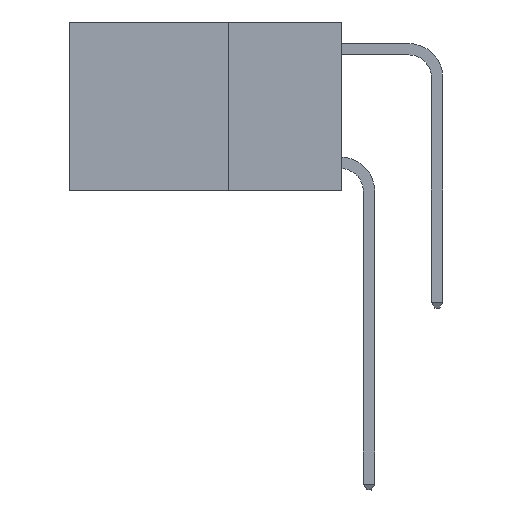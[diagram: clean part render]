
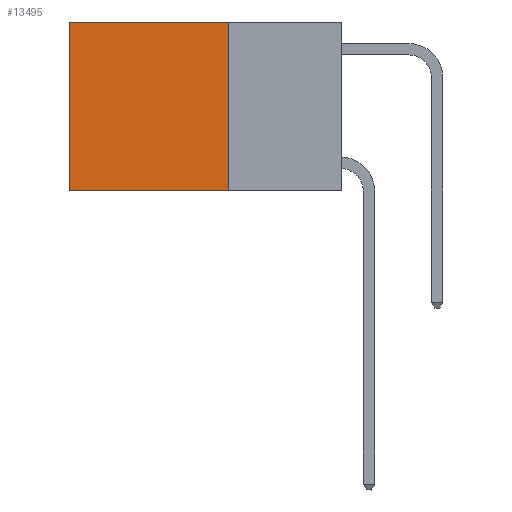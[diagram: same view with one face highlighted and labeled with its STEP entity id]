
A CAD part, left-side view. The second image highlights one B-rep face of the part: STEP entity #13495.
In plain terms, the highlighted planar face has unit normal (-1, 0, 0).
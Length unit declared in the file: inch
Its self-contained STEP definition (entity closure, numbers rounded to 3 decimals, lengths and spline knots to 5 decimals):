
#824 = CARTESIAN_POINT ( 'NONE',  ( 0.2625, 0.25, 0. ) ) ;
#2032 = CARTESIAN_POINT ( 'NONE',  ( 0.2625, 0.25, -0.37 ) ) ;
#2163 = EDGE_CURVE ( 'NONE', #2274, #18190, #6548, .T. ) ;
#2274 = VERTEX_POINT ( 'NONE', #8546 ) ;
#2334 = EDGE_CURVE ( 'NONE', #25498, #23386, #25665, .T. ) ;
#3359 = VECTOR ( 'NONE', #8566, 39.37008 ) ;
#4261 = CARTESIAN_POINT ( 'NONE',  ( 0.2625, 0.25, 0. ) ) ;
#5247 = FACE_OUTER_BOUND ( 'NONE', #24910, .T. ) ;
#5782 = DIRECTION ( 'NONE',  ( 0., 1., 0. ) ) ;
#5924 = LINE ( 'NONE', #27324, #20607 ) ;
#6548 = LINE ( 'NONE', #4261, #27959 ) ;
#6977 = AXIS2_PLACEMENT_3D ( 'NONE', #824, #10130, #26486 ) ;
#8546 = CARTESIAN_POINT ( 'NONE',  ( 0.2625, 0.25, 0. ) ) ;
#8566 = DIRECTION ( 'NONE',  ( 0., 1., 0. ) ) ;
#9644 = ORIENTED_EDGE ( 'NONE', *, *, #2334, .T. ) ;
#10130 = DIRECTION ( 'NONE',  ( 1., 0., 0. ) ) ;
#10711 = EDGE_CURVE ( 'NONE', #2274, #25498, #22913, .T. ) ;
#13495 = ADVANCED_FACE ( 'NONE', ( #5247 ), #14701, .F. ) ;
#14701 = PLANE ( 'NONE',  #6977 ) ;
#15870 = CARTESIAN_POINT ( 'NONE',  ( 0.2625, 0.25, 0. ) ) ;
#18190 = VERTEX_POINT ( 'NONE', #2032 ) ;
#20448 = DIRECTION ( 'NONE',  ( 0., 0., -1. ) ) ;
#20607 = VECTOR ( 'NONE', #5782, 39.37008 ) ;
#20639 = VECTOR ( 'NONE', #20756, 39.37008 ) ;
#20756 = DIRECTION ( 'NONE',  ( 0., 0., -1. ) ) ;
#21008 = CARTESIAN_POINT ( 'NONE',  ( 0.2625, 0.6, 0. ) ) ;
#22913 = LINE ( 'NONE', #15870, #3359 ) ;
#23283 = ORIENTED_EDGE ( 'NONE', *, *, #24135, .F. ) ;
#23386 = VERTEX_POINT ( 'NONE', #23567 ) ;
#23567 = CARTESIAN_POINT ( 'NONE',  ( 0.2625, 0.6, -0.37 ) ) ;
#23712 = ORIENTED_EDGE ( 'NONE', *, *, #10711, .T. ) ;
#24135 = EDGE_CURVE ( 'NONE', #18190, #23386, #5924, .T. ) ;
#24910 = EDGE_LOOP ( 'NONE', ( #9644, #23283, #29318, #23712 ) ) ;
#25498 = VERTEX_POINT ( 'NONE', #21008 ) ;
#25665 = LINE ( 'NONE', #28255, #20639 ) ;
#26486 = DIRECTION ( 'NONE',  ( 0., 0., -1. ) ) ;
#27324 = CARTESIAN_POINT ( 'NONE',  ( 0.2625, 0.25, -0.37 ) ) ;
#27959 = VECTOR ( 'NONE', #20448, 39.37008 ) ;
#28255 = CARTESIAN_POINT ( 'NONE',  ( 0.2625, 0.6, 0. ) ) ;
#29318 = ORIENTED_EDGE ( 'NONE', *, *, #2163, .F. ) ;
